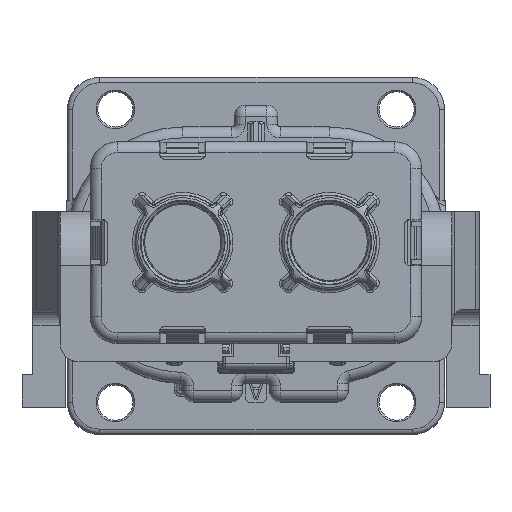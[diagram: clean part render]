
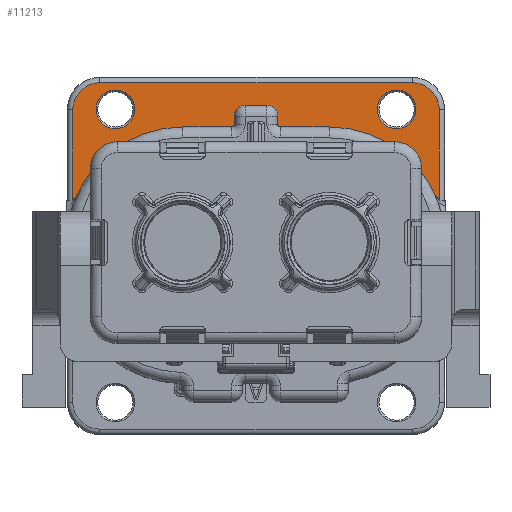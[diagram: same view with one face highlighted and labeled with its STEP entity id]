
A CAD part, top view. The second image highlights one B-rep face of the part: STEP entity #11213.
In plain terms, the highlighted planar face has unit normal (0, 0, 1).
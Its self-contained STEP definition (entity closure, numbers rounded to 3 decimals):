
#1936=FACE_BOUND('',#23031,.T.);
#1937=FACE_BOUND('',#23032,.T.);
#1938=FACE_BOUND('',#23033,.T.);
#4066=B_SPLINE_CURVE_WITH_KNOTS('',3,(#145656,#145657,#145658,#145659),
 .UNSPECIFIED.,.F.,.F.,(4,4),(0.,1.),.UNSPECIFIED.);
#4067=B_SPLINE_CURVE_WITH_KNOTS('',3,(#145663,#145664,#145665,#145666),
 .UNSPECIFIED.,.F.,.F.,(4,4),(0.,1.),.UNSPECIFIED.);
#6629=CIRCLE('',#88490,5.);
#6630=CIRCLE('',#88491,20.091);
#6631=CIRCLE('',#88492,20.091);
#6632=CIRCLE('',#88493,5.);
#6633=CIRCLE('',#88494,3.55);
#6634=CIRCLE('',#88495,3.55);
#6635=CIRCLE('',#88496,3.55);
#6636=CIRCLE('',#88497,3.55);
#11213=ADVANCED_FACE('',(#1936,#1937,#1938),#14604,.F.);
#14604=PLANE('',#88498);
#23031=EDGE_LOOP('',(#41373,#41374,#41375,#41376,#41377,#41378,#41379,#41380,
#41381,#41382,#41383,#41384,#41385,#41386,#41387,#41388));
#23032=EDGE_LOOP('',(#41389,#41390));
#23033=EDGE_LOOP('',(#41391,#41392));
#41373=ORIENTED_EDGE('',*,*,#65448,.F.);
#41374=ORIENTED_EDGE('',*,*,#65449,.F.);
#41375=ORIENTED_EDGE('',*,*,#65450,.F.);
#41376=ORIENTED_EDGE('',*,*,#65451,.F.);
#41377=ORIENTED_EDGE('',*,*,#65452,.F.);
#41378=ORIENTED_EDGE('',*,*,#65453,.F.);
#41379=ORIENTED_EDGE('',*,*,#65454,.T.);
#41380=ORIENTED_EDGE('',*,*,#65455,.F.);
#41381=ORIENTED_EDGE('',*,*,#65456,.T.);
#41382=ORIENTED_EDGE('',*,*,#65457,.F.);
#41383=ORIENTED_EDGE('',*,*,#65458,.F.);
#41384=ORIENTED_EDGE('',*,*,#65459,.F.);
#41385=ORIENTED_EDGE('',*,*,#65460,.F.);
#41386=ORIENTED_EDGE('',*,*,#65461,.F.);
#41387=ORIENTED_EDGE('',*,*,#65462,.F.);
#41388=ORIENTED_EDGE('',*,*,#65463,.F.);
#41389=ORIENTED_EDGE('',*,*,#65464,.F.);
#41390=ORIENTED_EDGE('',*,*,#65465,.F.);
#41391=ORIENTED_EDGE('',*,*,#65466,.F.);
#41392=ORIENTED_EDGE('',*,*,#65467,.F.);
#54706=VERTEX_POINT('',#145644);
#54707=VERTEX_POINT('',#145645);
#54708=VERTEX_POINT('',#145647);
#54709=VERTEX_POINT('',#145649);
#54710=VERTEX_POINT('',#145651);
#54711=VERTEX_POINT('',#145653);
#54712=VERTEX_POINT('',#145655);
#54713=VERTEX_POINT('',#145660);
#54714=VERTEX_POINT('',#145662);
#54715=VERTEX_POINT('',#145667);
#54716=VERTEX_POINT('',#145669);
#54717=VERTEX_POINT('',#145671);
#54718=VERTEX_POINT('',#145673);
#54719=VERTEX_POINT('',#145675);
#54720=VERTEX_POINT('',#145677);
#54721=VERTEX_POINT('',#145679);
#54722=VERTEX_POINT('',#145682);
#54723=VERTEX_POINT('',#145683);
#54724=VERTEX_POINT('',#145686);
#54725=VERTEX_POINT('',#145687);
#65448=EDGE_CURVE('',#54706,#54707,#6629,.T.);
#65449=EDGE_CURVE('',#54708,#54706,#74710,.T.);
#65450=EDGE_CURVE('',#54709,#54708,#74711,.T.);
#65451=EDGE_CURVE('',#54710,#54709,#6630,.T.);
#65452=EDGE_CURVE('',#54711,#54710,#74712,.T.);
#65453=EDGE_CURVE('',#54712,#54711,#74713,.T.);
#65454=EDGE_CURVE('',#54712,#54713,#4066,.T.);
#65455=EDGE_CURVE('',#54714,#54713,#74714,.T.);
#65456=EDGE_CURVE('',#54714,#54715,#4067,.T.);
#65457=EDGE_CURVE('',#54716,#54715,#74715,.T.);
#65458=EDGE_CURVE('',#54717,#54716,#74716,.T.);
#65459=EDGE_CURVE('',#54718,#54717,#6631,.T.);
#65460=EDGE_CURVE('',#54719,#54718,#74717,.T.);
#65461=EDGE_CURVE('',#54720,#54719,#74718,.T.);
#65462=EDGE_CURVE('',#54721,#54720,#6632,.T.);
#65463=EDGE_CURVE('',#54707,#54721,#74719,.T.);
#65464=EDGE_CURVE('',#54722,#54723,#6633,.T.);
#65465=EDGE_CURVE('',#54723,#54722,#6634,.T.);
#65466=EDGE_CURVE('',#54724,#54725,#6635,.T.);
#65467=EDGE_CURVE('',#54725,#54724,#6636,.T.);
#74710=LINE('',#145646,#81776);
#74711=LINE('',#145648,#81777);
#74712=LINE('',#145652,#81778);
#74713=LINE('',#145654,#81779);
#74714=LINE('',#145661,#81780);
#74715=LINE('',#145668,#81781);
#74716=LINE('',#145670,#81782);
#74717=LINE('',#145674,#81783);
#74718=LINE('',#145676,#81784);
#74719=LINE('',#145680,#81785);
#81776=VECTOR('',#106789,1.);
#81777=VECTOR('',#106790,1.);
#81778=VECTOR('',#106793,1.);
#81779=VECTOR('',#106794,1.);
#81780=VECTOR('',#106795,1.);
#81781=VECTOR('',#106796,1.);
#81782=VECTOR('',#106797,1.);
#81783=VECTOR('',#106800,1.);
#81784=VECTOR('',#106801,1.);
#81785=VECTOR('',#106804,1.);
#88490=AXIS2_PLACEMENT_3D('',#145643,#106787,#106788);
#88491=AXIS2_PLACEMENT_3D('',#145650,#106791,#106792);
#88492=AXIS2_PLACEMENT_3D('',#145672,#106798,#106799);
#88493=AXIS2_PLACEMENT_3D('',#145678,#106802,#106803);
#88494=AXIS2_PLACEMENT_3D('',#145681,#106805,#106806);
#88495=AXIS2_PLACEMENT_3D('',#145684,#106807,#106808);
#88496=AXIS2_PLACEMENT_3D('',#145685,#106809,#106810);
#88497=AXIS2_PLACEMENT_3D('',#145688,#106811,#106812);
#88498=AXIS2_PLACEMENT_3D('',#145689,#106813,#106814);
#106787=DIRECTION('',(0.,0.,-1.));
#106788=DIRECTION('',(0.,1.,0.));
#106789=DIRECTION('',(0.,1.,0.));
#106790=DIRECTION('',(-1.,0.,0.));
#106791=DIRECTION('',(0.,0.,1.));
#106792=DIRECTION('',(-0.958,0.286,0.));
#106793=DIRECTION('',(-1.,0.,0.));
#106794=DIRECTION('',(0.,-1.,0.));
#106795=DIRECTION('',(-1.,0.,0.));
#106796=DIRECTION('',(0.,1.,0.));
#106797=DIRECTION('',(-1.,0.,0.));
#106798=DIRECTION('',(0.,0.,1.));
#106799=DIRECTION('',(0.,1.,0.));
#106800=DIRECTION('',(-1.,0.,0.));
#106801=DIRECTION('',(0.,-1.,0.));
#106802=DIRECTION('',(0.,0.,-1.));
#106803=DIRECTION('',(1.,0.,0.));
#106804=DIRECTION('',(1.,0.,0.));
#106805=DIRECTION('',(0.,0.,1.));
#106806=DIRECTION('',(-1.,0.,0.));
#106807=DIRECTION('',(0.,0.,1.));
#106808=DIRECTION('',(1.,0.,0.));
#106809=DIRECTION('',(0.,0.,1.));
#106810=DIRECTION('',(-1.,0.,0.));
#106811=DIRECTION('',(0.,0.,1.));
#106812=DIRECTION('',(1.,0.,0.));
#106813=DIRECTION('',(0.,0.,-1.));
#106814=DIRECTION('',(1.,0.,0.));
#145643=CARTESIAN_POINT('',(-28.75,26.9,-52.781));
#145644=CARTESIAN_POINT('',(-33.75,26.9,-52.781));
#145645=CARTESIAN_POINT('',(-28.75,31.9,-52.781));
#145646=CARTESIAN_POINT('',(-33.75,26.9,-52.781));
#145647=CARTESIAN_POINT('',(-33.75,7.891,-52.781));
#145648=CARTESIAN_POINT('',(-33.75,7.891,-52.781));
#145649=CARTESIAN_POINT('',(-32.704,7.891,-52.781));
#145650=CARTESIAN_POINT('',(-13.45,2.15,-52.781));
#145651=CARTESIAN_POINT('',(-13.45,22.241,-52.781));
#145652=CARTESIAN_POINT('',(-13.45,22.241,-52.781));
#145653=CARTESIAN_POINT('',(-2.491,22.241,-52.781));
#145654=CARTESIAN_POINT('',(-2.491,22.241,-52.781));
#145655=CARTESIAN_POINT('',(-2.491,24.741,-52.781));
#145656=CARTESIAN_POINT('',(-2.491,24.741,-52.781));
#145657=CARTESIAN_POINT('',(-2.491,25.539,-52.781));
#145658=CARTESIAN_POINT('',(-1.786,26.241,-52.781));
#145659=CARTESIAN_POINT('',(-0.991,26.241,-52.781));
#145660=CARTESIAN_POINT('',(-0.991,26.241,-52.781));
#145661=CARTESIAN_POINT('',(-0.991,26.241,-52.781));
#145662=CARTESIAN_POINT('',(0.991,26.241,-52.781));
#145663=CARTESIAN_POINT('',(0.991,26.241,-52.781));
#145664=CARTESIAN_POINT('',(1.789,26.241,-52.781));
#145665=CARTESIAN_POINT('',(2.491,25.536,-52.781));
#145666=CARTESIAN_POINT('',(2.491,24.741,-52.781));
#145667=CARTESIAN_POINT('',(2.491,24.741,-52.781));
#145668=CARTESIAN_POINT('',(2.491,24.741,-52.781));
#145669=CARTESIAN_POINT('',(2.491,22.241,-52.781));
#145670=CARTESIAN_POINT('',(2.491,22.241,-52.781));
#145671=CARTESIAN_POINT('',(13.45,22.241,-52.781));
#145672=CARTESIAN_POINT('',(13.45,2.15,-52.781));
#145673=CARTESIAN_POINT('',(32.704,7.891,-52.781));
#145674=CARTESIAN_POINT('',(32.704,7.891,-52.781));
#145675=CARTESIAN_POINT('',(33.75,7.891,-52.781));
#145676=CARTESIAN_POINT('',(33.75,7.891,-52.781));
#145677=CARTESIAN_POINT('',(33.75,26.9,-52.781));
#145678=CARTESIAN_POINT('',(28.75,26.9,-52.781));
#145679=CARTESIAN_POINT('',(28.75,31.9,-52.781));
#145680=CARTESIAN_POINT('',(28.75,31.9,-52.781));
#145681=CARTESIAN_POINT('',(25.9,27.,-52.781));
#145682=CARTESIAN_POINT('',(29.45,27.,-52.781));
#145683=CARTESIAN_POINT('',(22.35,27.,-52.781));
#145684=CARTESIAN_POINT('',(25.9,27.,-52.781));
#145685=CARTESIAN_POINT('',(-25.9,27.,-52.781));
#145686=CARTESIAN_POINT('',(-22.35,27.,-52.781));
#145687=CARTESIAN_POINT('',(-29.45,27.,-52.781));
#145688=CARTESIAN_POINT('',(-25.9,27.,-52.781));
#145689=CARTESIAN_POINT('',(0.,0.,-52.781));
